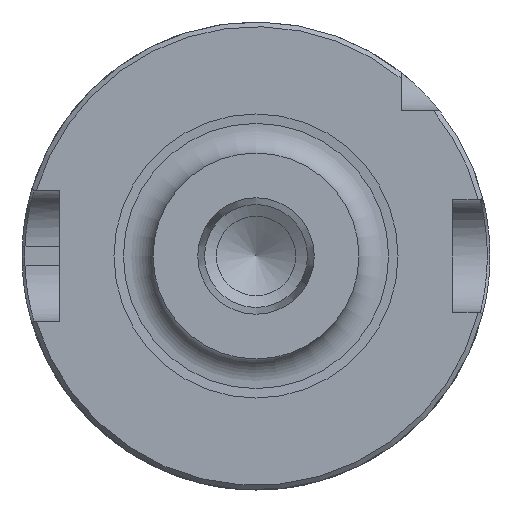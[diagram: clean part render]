
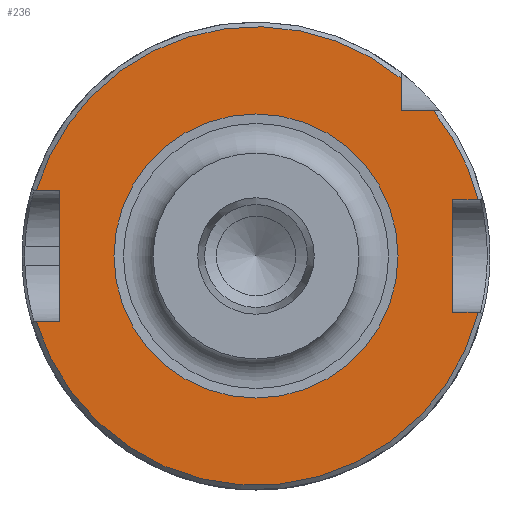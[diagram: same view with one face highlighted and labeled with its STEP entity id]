
A CAD part, left-side view. The second image highlights one B-rep face of the part: STEP entity #236.
In plain terms, the highlighted planar face has unit normal (-1, 0, 0).
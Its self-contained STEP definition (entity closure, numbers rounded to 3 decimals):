
#236=ADVANCED_FACE('',(#370,#371),#333,.F.);
#333=PLANE('',#1577);
#370=FACE_BOUND('',#441,.T.);
#371=FACE_BOUND('',#442,.T.);
#441=EDGE_LOOP('',(#645,#646,#647,#648,#649,#650,#651,#652,#653,#654,#655));
#442=EDGE_LOOP('',(#656));
#572=CIRCLE('',#1573,24.5);
#573=CIRCLE('',#1574,24.5);
#574=CIRCLE('',#1575,24.5);
#575=CIRCLE('',#1576,15.174);
#645=ORIENTED_EDGE('',*,*,#1219,.F.);
#646=ORIENTED_EDGE('',*,*,#1220,.T.);
#647=ORIENTED_EDGE('',*,*,#1221,.F.);
#648=ORIENTED_EDGE('',*,*,#1222,.F.);
#649=ORIENTED_EDGE('',*,*,#1223,.F.);
#650=ORIENTED_EDGE('',*,*,#1224,.T.);
#651=ORIENTED_EDGE('',*,*,#1225,.F.);
#652=ORIENTED_EDGE('',*,*,#1226,.F.);
#653=ORIENTED_EDGE('',*,*,#1227,.F.);
#654=ORIENTED_EDGE('',*,*,#1228,.T.);
#655=ORIENTED_EDGE('',*,*,#1229,.F.);
#656=ORIENTED_EDGE('',*,*,#1230,.F.);
#1067=VERTEX_POINT('',#2147);
#1068=VERTEX_POINT('',#2148);
#1069=VERTEX_POINT('',#2150);
#1070=VERTEX_POINT('',#2152);
#1071=VERTEX_POINT('',#2154);
#1072=VERTEX_POINT('',#2156);
#1073=VERTEX_POINT('',#2158);
#1074=VERTEX_POINT('',#2160);
#1075=VERTEX_POINT('',#2162);
#1076=VERTEX_POINT('',#2164);
#1077=VERTEX_POINT('',#2166);
#1078=VERTEX_POINT('',#2169);
#1219=EDGE_CURVE('',#1067,#1068,#1430,.T.);
#1220=EDGE_CURVE('',#1067,#1069,#572,.T.);
#1221=EDGE_CURVE('',#1070,#1069,#1431,.T.);
#1222=EDGE_CURVE('',#1071,#1070,#1432,.T.);
#1223=EDGE_CURVE('',#1072,#1071,#1433,.T.);
#1224=EDGE_CURVE('',#1072,#1073,#573,.T.);
#1225=EDGE_CURVE('',#1074,#1073,#1434,.T.);
#1226=EDGE_CURVE('',#1075,#1074,#1435,.T.);
#1227=EDGE_CURVE('',#1076,#1075,#1436,.T.);
#1228=EDGE_CURVE('',#1076,#1077,#574,.T.);
#1229=EDGE_CURVE('',#1068,#1077,#1437,.T.);
#1230=EDGE_CURVE('',#1078,#1078,#575,.T.);
#1430=LINE('',#2146,#1496);
#1431=LINE('',#2151,#1497);
#1432=LINE('',#2153,#1498);
#1433=LINE('',#2155,#1499);
#1434=LINE('',#2159,#1500);
#1435=LINE('',#2161,#1501);
#1436=LINE('',#2163,#1502);
#1437=LINE('',#2167,#1503);
#1496=VECTOR('',#1744,1.);
#1497=VECTOR('',#1747,1.);
#1498=VECTOR('',#1748,1.);
#1499=VECTOR('',#1749,1.);
#1500=VECTOR('',#1752,1.);
#1501=VECTOR('',#1753,1.);
#1502=VECTOR('',#1754,1.);
#1503=VECTOR('',#1757,1.);
#1573=AXIS2_PLACEMENT_3D('',#2149,#1745,#1746);
#1574=AXIS2_PLACEMENT_3D('',#2157,#1750,#1751);
#1575=AXIS2_PLACEMENT_3D('',#2165,#1755,#1756);
#1576=AXIS2_PLACEMENT_3D('',#2168,#1758,#1759);
#1577=AXIS2_PLACEMENT_3D('',#2170,#1760,#1761);
#1744=DIRECTION('',(0.,0.,-1.));
#1745=DIRECTION('',(-1.,0.,0.));
#1746=DIRECTION('',(0.,0.,-1.));
#1747=DIRECTION('',(0.,1.,0.));
#1748=DIRECTION('',(0.,0.,1.));
#1749=DIRECTION('',(0.,-1.,0.));
#1750=DIRECTION('',(-1.,0.,0.));
#1751=DIRECTION('',(0.,0.,-1.));
#1752=DIRECTION('',(0.,-1.,0.));
#1753=DIRECTION('',(0.,0.,-1.));
#1754=DIRECTION('',(0.,1.,0.));
#1755=DIRECTION('',(-1.,0.,0.));
#1756=DIRECTION('',(0.,0.,-1.));
#1757=DIRECTION('',(0.,-1.,0.));
#1758=DIRECTION('',(-1.,0.,0.));
#1759=DIRECTION('',(0.,0.,1.));
#1760=DIRECTION('',(1.,0.,0.));
#1761=DIRECTION('',(0.,0.,-1.));
#2146=CARTESIAN_POINT('',(64.,-15.5,21.5));
#2147=CARTESIAN_POINT('',(64.,-15.5,18.974));
#2148=CARTESIAN_POINT('',(64.,-15.5,15.5));
#2149=CARTESIAN_POINT('',(64.,0.,0.));
#2150=CARTESIAN_POINT('',(64.,23.479,7.));
#2151=CARTESIAN_POINT('',(64.,30.25,7.));
#2152=CARTESIAN_POINT('',(64.,21.,7.));
#2153=CARTESIAN_POINT('',(64.,21.,-1.));
#2154=CARTESIAN_POINT('',(64.,21.,-7.));
#2155=CARTESIAN_POINT('',(64.,30.25,-7.));
#2156=CARTESIAN_POINT('',(64.,23.479,-7.));
#2157=CARTESIAN_POINT('',(64.,0.,0.));
#2158=CARTESIAN_POINT('',(64.,-23.754,-6.));
#2159=CARTESIAN_POINT('',(64.,-30.25,-6.));
#2160=CARTESIAN_POINT('',(64.,-21.,-6.));
#2161=CARTESIAN_POINT('',(64.,-21.,0.));
#2162=CARTESIAN_POINT('',(64.,-21.,6.));
#2163=CARTESIAN_POINT('',(64.,-30.25,6.));
#2164=CARTESIAN_POINT('',(64.,-23.754,6.));
#2165=CARTESIAN_POINT('',(64.,0.,0.));
#2166=CARTESIAN_POINT('',(64.,-18.974,15.5));
#2167=CARTESIAN_POINT('',(64.,-30.25,15.5));
#2168=CARTESIAN_POINT('',(64.,0.,0.));
#2169=CARTESIAN_POINT('',(64.,0.,15.174));
#2170=CARTESIAN_POINT('',(64.,0.,21.85));
